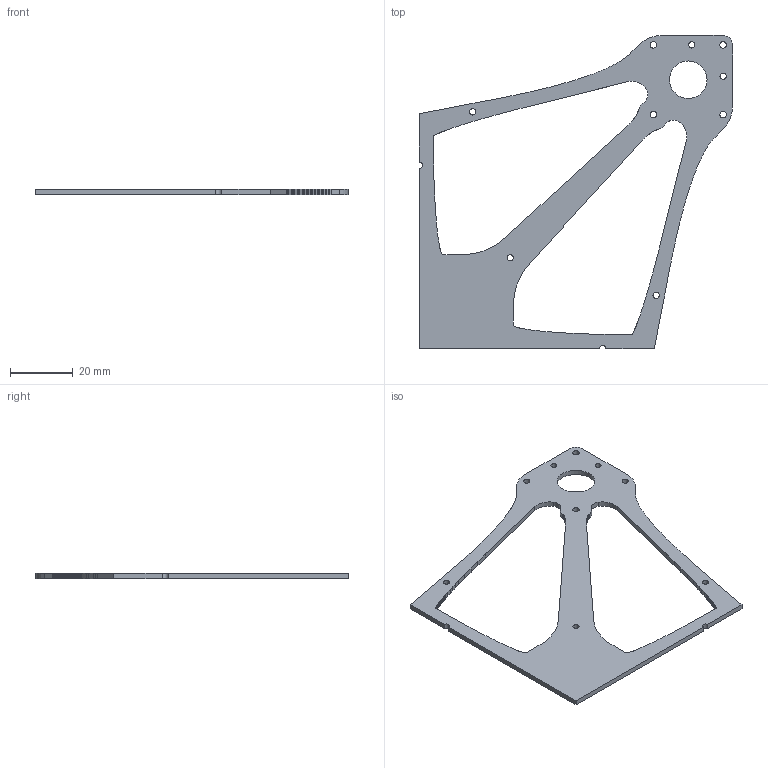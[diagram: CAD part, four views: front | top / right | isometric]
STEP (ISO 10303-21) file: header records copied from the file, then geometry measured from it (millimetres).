
FILE_DESCRIPTION(('KiCad electronic assembly'),'2;1');
FILE_NAME('pectoralis_major.step','2022-03-06T09:17:31',('Pcbnew'),( 'Kicad'),'Open CASCADE STEP processor 7.6','KiCad to STEP converter' ,'Unknown');
FILE_SCHEMA(('AUTOMOTIVE_DESIGN { 1 0 10303 214 1 1 1 1 }'));
Length unit declared in the file: millimetre
Products named in the file (2): pectoralis_major 1; pectoralis_major PCB
Assembly tree (1 placements, depth 2):
  pectoralis_major 1
    pectoralis_major PCB
Bounding box: 100 x 100 x 1.6 mm (x, y, z)
Volume: 5412.5 mm3; surface area: 8129.9 mm2
Topology: 1 solids, 1 shells, 335 faces, 999 edges, 666 vertices
Faces by surface type: plane 312, cylinder 23
Full cylindrical faces by diameter (mm): 2 x5, 2.1 x4, 12 x1
Entity records: 24279 total; most frequent: CARTESIAN_POINT 4276, DIRECTION 3671, LINE 2905, VECTOR 2905, ORIENTED_EDGE 1998, PCURVE 1998, DEFINITIONAL_REPRESENTATION 1998, EDGE_CURVE 999
